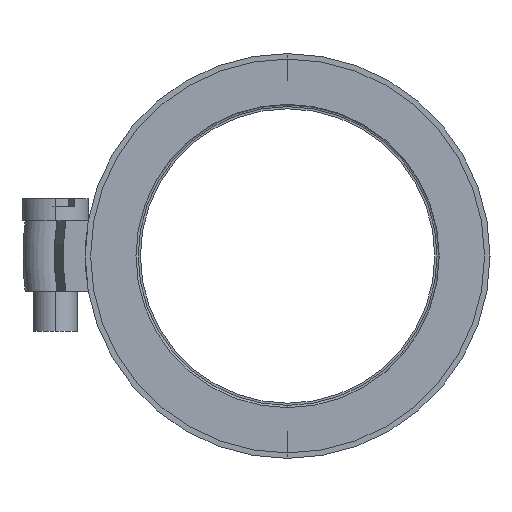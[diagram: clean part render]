
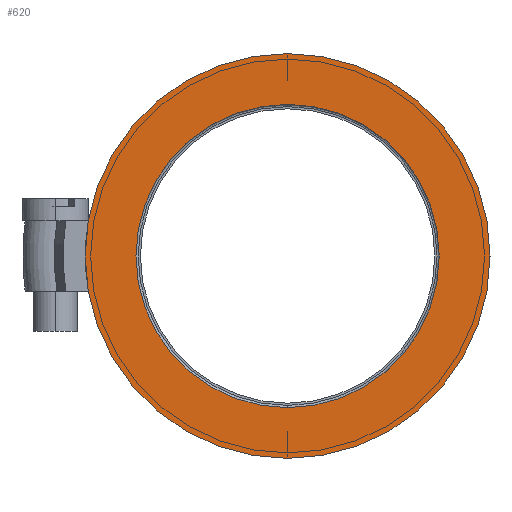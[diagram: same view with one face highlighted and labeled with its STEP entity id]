
A CAD part, left-side view. The second image highlights one B-rep face of the part: STEP entity #620.
In plain terms, the highlighted planar face has unit normal (-1, 0, 0).
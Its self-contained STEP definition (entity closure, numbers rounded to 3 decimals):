
#88 = CIRCLE ( 'NONE', #2091, 20.6 ) ;
#119 = VERTEX_POINT ( 'NONE', #2418 ) ;
#129 = EDGE_LOOP ( 'NONE', ( #2981, #2901 ) ) ;
#147 = PLANE ( 'NONE',  #1302 ) ;
#620 = ADVANCED_FACE ( 'NONE', ( #2348, #2425 ), #147, .T. ) ;
#753 = AXIS2_PLACEMENT_3D ( 'NONE', #5148, #5133, #5115 ) ;
#892 = CIRCLE ( 'NONE', #753, 27.5 ) ;
#1302 = AXIS2_PLACEMENT_3D ( 'NONE', #2718, #2714, #2712 ) ;
#1573 = DIRECTION ( 'NONE',  ( 0., 0., -1. ) ) ;
#1593 = DIRECTION ( 'NONE',  ( -1., 0., 0. ) ) ;
#1615 = CARTESIAN_POINT ( 'NONE',  ( 0., 0., 0. ) ) ;
#1691 = EDGE_LOOP ( 'NONE', ( #2841, #2829 ) ) ;
#1747 = EDGE_CURVE ( 'NONE', #2701, #2011, #4555, .T. ) ;
#2011 = VERTEX_POINT ( 'NONE', #5538 ) ;
#2091 = AXIS2_PLACEMENT_3D ( 'NONE', #1615, #1593, #1573 ) ;
#2348 = FACE_OUTER_BOUND ( 'NONE', #1691, .T. ) ;
#2418 = CARTESIAN_POINT ( 'NONE',  ( 0., 0., -20.6 ) ) ;
#2425 = FACE_BOUND ( 'NONE', #129, .T. ) ;
#2452 = CARTESIAN_POINT ( 'NONE',  ( 0., 0., -27.5 ) ) ;
#2537 = DIRECTION ( 'NONE',  ( 0., 0., -1. ) ) ;
#2643 = DIRECTION ( 'NONE',  ( -1., 0., 0. ) ) ;
#2673 = CARTESIAN_POINT ( 'NONE',  ( 0., 0., 0. ) ) ;
#2701 = VERTEX_POINT ( 'NONE', #2452 ) ;
#2712 = DIRECTION ( 'NONE',  ( 0., 0., -1. ) ) ;
#2714 = DIRECTION ( 'NONE',  ( -1., 0., 0. ) ) ;
#2718 = CARTESIAN_POINT ( 'NONE',  ( 0., -20.6, 0. ) ) ;
#2750 = VERTEX_POINT ( 'NONE', #5551 ) ;
#2829 = ORIENTED_EDGE ( 'NONE', *, *, #3074, .T. ) ;
#2841 = ORIENTED_EDGE ( 'NONE', *, *, #1747, .T. ) ;
#2901 = ORIENTED_EDGE ( 'NONE', *, *, #4961, .F. ) ;
#2981 = ORIENTED_EDGE ( 'NONE', *, *, #5457, .F. ) ;
#3074 = EDGE_CURVE ( 'NONE', #2011, #2701, #892, .T. ) ;
#3878 = AXIS2_PLACEMENT_3D ( 'NONE', #5724, #5727, #5740 ) ;
#4362 = CIRCLE ( 'NONE', #4768, 20.6 ) ;
#4555 = CIRCLE ( 'NONE', #3878, 27.5 ) ;
#4768 = AXIS2_PLACEMENT_3D ( 'NONE', #2673, #2643, #2537 ) ;
#4961 = EDGE_CURVE ( 'NONE', #2750, #119, #4362, .T. ) ;
#5115 = DIRECTION ( 'NONE',  ( 0., 0., -1. ) ) ;
#5133 = DIRECTION ( 'NONE',  ( -1., 0., 0. ) ) ;
#5148 = CARTESIAN_POINT ( 'NONE',  ( 0., 0., 0. ) ) ;
#5457 = EDGE_CURVE ( 'NONE', #119, #2750, #88, .T. ) ;
#5538 = CARTESIAN_POINT ( 'NONE',  ( 0., 0., 27.5 ) ) ;
#5551 = CARTESIAN_POINT ( 'NONE',  ( 0., 0., 20.6 ) ) ;
#5724 = CARTESIAN_POINT ( 'NONE',  ( 0., 0., 0. ) ) ;
#5727 = DIRECTION ( 'NONE',  ( -1., 0., 0. ) ) ;
#5740 = DIRECTION ( 'NONE',  ( 0., 0., -1. ) ) ;
